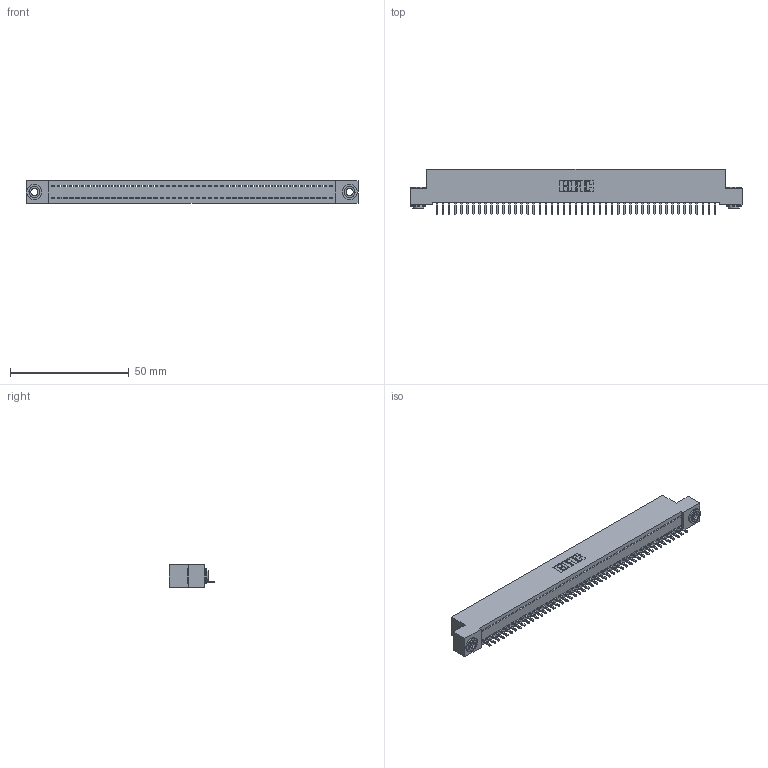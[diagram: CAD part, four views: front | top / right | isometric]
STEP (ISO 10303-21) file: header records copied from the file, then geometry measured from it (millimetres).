
FILE_DESCRIPTION (( 'STEP AP203' ), '1' );
FILE_NAME ('392-047-521-103.STEP', '2018-08-16T20:39:47', ( '' ), ( '' ), 'SwSTEP 2.0', 'SolidWorks 2016', '' );
FILE_SCHEMA (( 'CONFIG_CONTROL_DESIGN' ));
Length unit declared in the file: inch
Products named in the file (4): 342-250-002_345-250-002-102; 392-047-521-103; 342 Part_.156 TH; 345-292-001_345-293-121
Assembly tree (50 placements, depth 2):
  392-047-521-103
    342 Part_.156 TH
    345-292-001_345-293-121  x47
    342-250-002_345-250-002-102  x2
Bounding box: 139.7 x 19.06 x 9.4 mm (x, y, z)
Volume: 12156.4 mm3; surface area: 17657.4 mm2
Topology: 50 solids, 50 shells, 2874 faces, 8647 edges, 5698 vertices
Faces by surface type: plane 2050, cylinder 816, cone 8
Entity records: 28622 total; most frequent: CARTESIAN_POINT 4914, ORIENTED_EDGE 4890, DIRECTION 4169, EDGE_CURVE 2445, LINE 2293, VECTOR 2293, VERTEX_POINT 1626, AXIS2_PLACEMENT_3D 938
